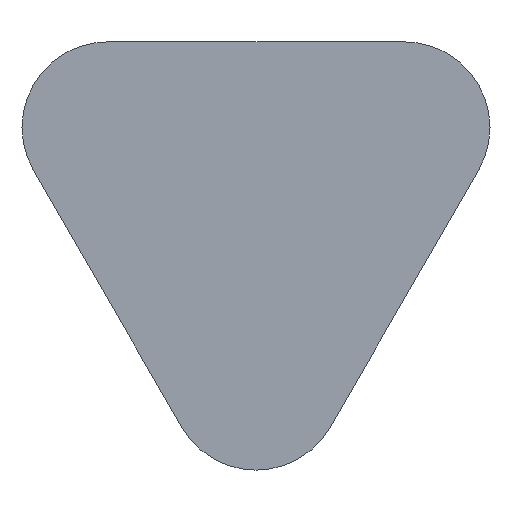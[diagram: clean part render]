
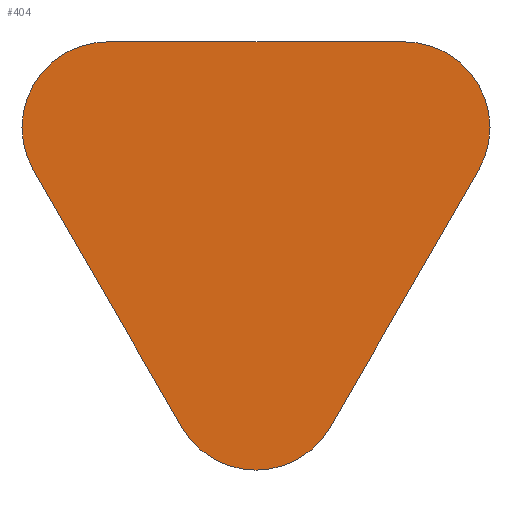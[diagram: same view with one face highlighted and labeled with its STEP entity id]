
A CAD part, front view. The second image highlights one B-rep face of the part: STEP entity #404.
In plain terms, the highlighted planar face has unit normal (0, -1, 0).
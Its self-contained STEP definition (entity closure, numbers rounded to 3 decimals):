
#35=PLANE('',#451);
#50=FACE_OUTER_BOUND('',#76,.T.);
#76=EDGE_LOOP('',(#311,#312,#313,#314,#315,#316));
#106=LINE('',#602,#144);
#111=LINE('',#615,#149);
#112=LINE('',#617,#150);
#144=VECTOR('',#497,10.);
#149=VECTOR('',#512,10.);
#150=VECTOR('',#515,10.);
#172=CIRCLE('',#439,3.);
#177=CIRCLE('',#447,3.);
#178=CIRCLE('',#449,3.);
#185=VERTEX_POINT('',#569);
#186=VERTEX_POINT('',#571);
#199=VERTEX_POINT('',#601);
#200=VERTEX_POINT('',#605);
#201=VERTEX_POINT('',#609);
#202=VERTEX_POINT('',#611);
#221=EDGE_CURVE('',#185,#186,#172,.T.);
#236=EDGE_CURVE('',#199,#186,#106,.T.);
#238=EDGE_CURVE('',#199,#200,#177,.T.);
#241=EDGE_CURVE('',#201,#202,#178,.T.);
#243=EDGE_CURVE('',#185,#202,#111,.T.);
#244=EDGE_CURVE('',#201,#200,#112,.T.);
#311=ORIENTED_EDGE('',*,*,#221,.F.);
#312=ORIENTED_EDGE('',*,*,#243,.T.);
#313=ORIENTED_EDGE('',*,*,#241,.F.);
#314=ORIENTED_EDGE('',*,*,#244,.T.);
#315=ORIENTED_EDGE('',*,*,#238,.F.);
#316=ORIENTED_EDGE('',*,*,#236,.T.);
#404=ADVANCED_FACE('',(#50),#35,.T.);
#439=AXIS2_PLACEMENT_3D('',#572,#473,#474);
#447=AXIS2_PLACEMENT_3D('',#606,#501,#502);
#449=AXIS2_PLACEMENT_3D('',#612,#507,#508);
#451=AXIS2_PLACEMENT_3D('',#616,#513,#514);
#473=DIRECTION('center_axis',(0.,1.,0.));
#474=DIRECTION('ref_axis',(0.,0.,-1.));
#497=DIRECTION('',(0.5,0.,-0.866));
#501=DIRECTION('center_axis',(0.,1.,0.));
#502=DIRECTION('ref_axis',(-0.866,0.,0.5));
#507=DIRECTION('center_axis',(0.,1.,0.));
#508=DIRECTION('ref_axis',(0.866,0.,0.5));
#512=DIRECTION('',(0.5,0.,0.866));
#513=DIRECTION('center_axis',(0.,-1.,0.));
#514=DIRECTION('ref_axis',(0.,0.,-1.));
#515=DIRECTION('',(-1.,0.,0.));
#569=CARTESIAN_POINT('',(2.598,-3.,-6.5));
#571=CARTESIAN_POINT('',(-2.598,-3.,-6.5));
#572=CARTESIAN_POINT('Origin',(0.,-3.,-5.));
#601=CARTESIAN_POINT('',(-7.794,-3.,2.5));
#602=CARTESIAN_POINT('',(0.,-3.,-11.));
#605=CARTESIAN_POINT('',(-5.196,-3.,7.));
#606=CARTESIAN_POINT('Origin',(-5.196,-3.,4.));
#609=CARTESIAN_POINT('',(5.196,-3.,7.));
#611=CARTESIAN_POINT('',(7.794,-3.,2.5));
#612=CARTESIAN_POINT('Origin',(5.196,-3.,4.));
#615=CARTESIAN_POINT('',(10.392,-3.,7.));
#616=CARTESIAN_POINT('Origin',(0.,-3.,-2.));
#617=CARTESIAN_POINT('',(-10.392,-3.,7.));
